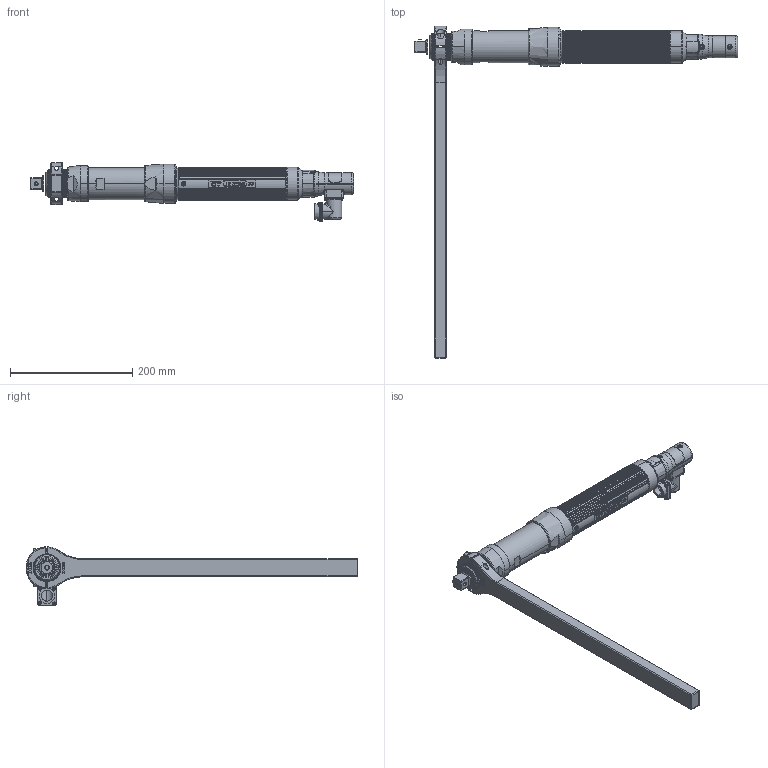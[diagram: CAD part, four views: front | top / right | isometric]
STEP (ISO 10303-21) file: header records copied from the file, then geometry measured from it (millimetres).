
FILE_DESCRIPTION((''),'2;1');
FILE_NAME('EB55MB2-250','2012-04-30T',('EJF1116'),(''),'PRO/ENGINEER BY PARAMETRIC TECHNOLOGY CORPORATION, 2010430','PRO/ENGINEER BY PARAMETRIC TECHNOLOGY CORPORATION, 2010430','');
FILE_SCHEMA(('CONFIG_CONTROL_DESIGN'));
Length unit declared in the file: inch
Products named in the file (1): EB55MB2-250
Bounding box: 527.72 x 542.12 x 95.3 mm (x, y, z)
Surface area: 225473.6 mm2 (no closed solid volume)
Topology: 0 solids, 266 shells, 825 faces, 4979 edges, 4300 vertices
Faces by surface type: cylinder 393, plane 312, torus 47, bspline 36, cone 31, sphere 4, extrusion 2
Entity records: 55644 total; most frequent: CARTESIAN_POINT 20414, DIRECTION 6781, ORIENTED_EDGE 5938, EDGE_CURVE 4979, VERTEX_POINT 4300, VECTOR 2531, LINE 2529, AXIS2_PLACEMENT_3D 2125
